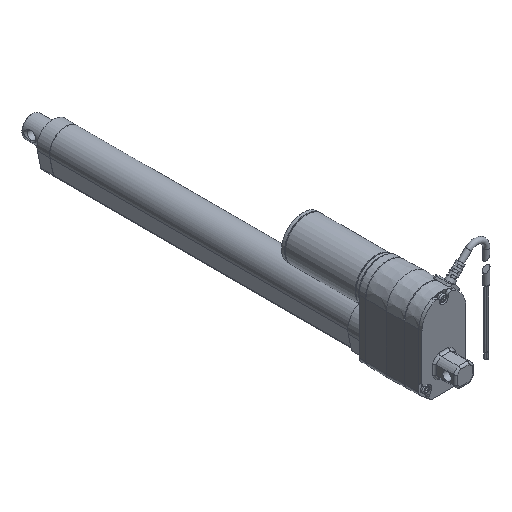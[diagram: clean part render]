
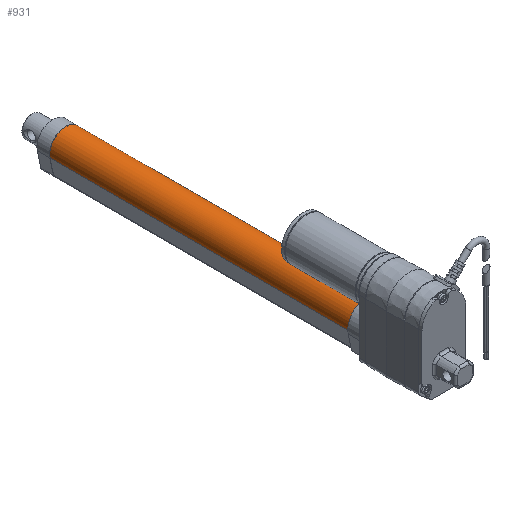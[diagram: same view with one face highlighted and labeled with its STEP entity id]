
A CAD part, isometric view. The second image highlights one B-rep face of the part: STEP entity #931.
In plain terms, the highlighted cylindrical face has radius 15.25 mm (diameter 30.5 mm), a partial arc.
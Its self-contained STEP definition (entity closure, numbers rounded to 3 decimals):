
#931 = ADVANCED_FACE( '', ( #1959 ), #1960, .T. );
#1959 = FACE_OUTER_BOUND( '', #3043, .T. );
#1960 = CYLINDRICAL_SURFACE( '', #3044, 15.25 );
#3043 = EDGE_LOOP( '', ( #5453, #5454, #5455, #5456, #5457, #5458, #5459, #5460 ) );
#3044 = AXIS2_PLACEMENT_3D( '', #5461, #5462, #5463 );
#5453 = ORIENTED_EDGE( '', *, *, #6545, .T. );
#5454 = ORIENTED_EDGE( '', *, *, #6966, .F. );
#5455 = ORIENTED_EDGE( '', *, *, #6435, .T. );
#5456 = ORIENTED_EDGE( '', *, *, #6033, .F. );
#5457 = ORIENTED_EDGE( '', *, *, #6914, .F. );
#5458 = ORIENTED_EDGE( '', *, *, #6728, .T. );
#5459 = ORIENTED_EDGE( '', *, *, #6902, .T. );
#5460 = ORIENTED_EDGE( '', *, *, #6391, .T. );
#5461 = CARTESIAN_POINT( '', ( 0., 383., 0. ) );
#5462 = DIRECTION( '', ( 0., 1., 0. ) );
#5463 = DIRECTION( '', ( 0., 0., -1. ) );
#6033 = EDGE_CURVE( '', #7087, #7078, #7089, .T. );
#6391 = EDGE_CURVE( '', #7705, #7702, #7706, .T. );
#6435 = EDGE_CURVE( '', #7771, #7078, #7772, .T. );
#6545 = EDGE_CURVE( '', #7702, #7939, #7941, .T. );
#6728 = EDGE_CURVE( '', #8203, #8201, #8204, .T. );
#6902 = EDGE_CURVE( '', #8201, #7705, #8424, .T. );
#6914 = EDGE_CURVE( '', #8203, #7087, #8437, .T. );
#6966 = EDGE_CURVE( '', #7771, #7939, #8496, .T. );
#7078 = VERTEX_POINT( '', #8620 );
#7087 = VERTEX_POINT( '', #8633 );
#7089 = LINE( '', #8636, #8637 );
#7702 = VERTEX_POINT( '', #9708 );
#7705 = VERTEX_POINT( '', #9712 );
#7706 = LINE( '', #9713, #9714 );
#7771 = VERTEX_POINT( '', #9807 );
#7772 = CIRCLE( '', #9808, 15.25 );
#7939 = VERTEX_POINT( '', #10059 );
#7941 = CIRCLE( '', #10062, 15.25 );
#8201 = VERTEX_POINT( '', #10475 );
#8203 = VERTEX_POINT( '', #10478 );
#8204 = LINE( '', #10479, #10480 );
#8424 = CIRCLE( '', #10937, 15.25 );
#8437 = CIRCLE( '', #10954, 15.25 );
#8496 = LINE( '', #11034, #11035 );
#8620 = CARTESIAN_POINT( '', ( 14.917, 85.25, -3.169 ) );
#8633 = CARTESIAN_POINT( '', ( 14.917, 370.9, -3.169 ) );
#8636 = CARTESIAN_POINT( '', ( 14.917, 383., -3.169 ) );
#8637 = VECTOR( '', #11200, 1000. );
#9708 = CARTESIAN_POINT( '', ( -5.3, 71.5, 14.299 ) );
#9712 = CARTESIAN_POINT( '', ( -5.3, 85.25, 14.299 ) );
#9713 = CARTESIAN_POINT( '', ( -5.3, 85.25, 14.299 ) );
#9714 = VECTOR( '', #11626, 1000. );
#9807 = CARTESIAN_POINT( '', ( 5.3, 85.25, 14.299 ) );
#9808 = AXIS2_PLACEMENT_3D( '', #11667, #11668, #11669 );
#10059 = CARTESIAN_POINT( '', ( 5.3, 71.5, 14.299 ) );
#10062 = AXIS2_PLACEMENT_3D( '', #11806, #11807, #11808 );
#10475 = CARTESIAN_POINT( '', ( -14.917, 85.25, -3.169 ) );
#10478 = CARTESIAN_POINT( '', ( -14.917, 370.9, -3.169 ) );
#10479 = CARTESIAN_POINT( '', ( -14.917, 383., -3.169 ) );
#10480 = VECTOR( '', #12010, 1000. );
#10937 = AXIS2_PLACEMENT_3D( '', #12203, #12204, #12205 );
#10954 = AXIS2_PLACEMENT_3D( '', #12216, #12217, #12218 );
#11034 = CARTESIAN_POINT( '', ( 5.3, 85.25, 14.299 ) );
#11035 = VECTOR( '', #12267, 1000. );
#11200 = DIRECTION( '', ( 0., -1., 0. ) );
#11626 = DIRECTION( '', ( 0., -1., 0. ) );
#11667 = CARTESIAN_POINT( '', ( 0., 85.25, 0. ) );
#11668 = DIRECTION( '', ( 0., 1., 0. ) );
#11669 = DIRECTION( '', ( -1., 0., 0. ) );
#11806 = CARTESIAN_POINT( '', ( 0., 71.5, 0. ) );
#11807 = DIRECTION( '', ( 0., 1., 0. ) );
#11808 = DIRECTION( '', ( 0., 0., -1. ) );
#12010 = DIRECTION( '', ( 0., -1., 0. ) );
#12203 = CARTESIAN_POINT( '', ( 0., 85.25, 0. ) );
#12204 = DIRECTION( '', ( 0., 1., 0. ) );
#12205 = DIRECTION( '', ( 1., 0., 0. ) );
#12216 = CARTESIAN_POINT( '', ( 0., 370.9, 0. ) );
#12217 = DIRECTION( '', ( 0., 1., 0. ) );
#12218 = DIRECTION( '', ( 0., 0., -1. ) );
#12267 = DIRECTION( '', ( 0., -1., 0. ) );
